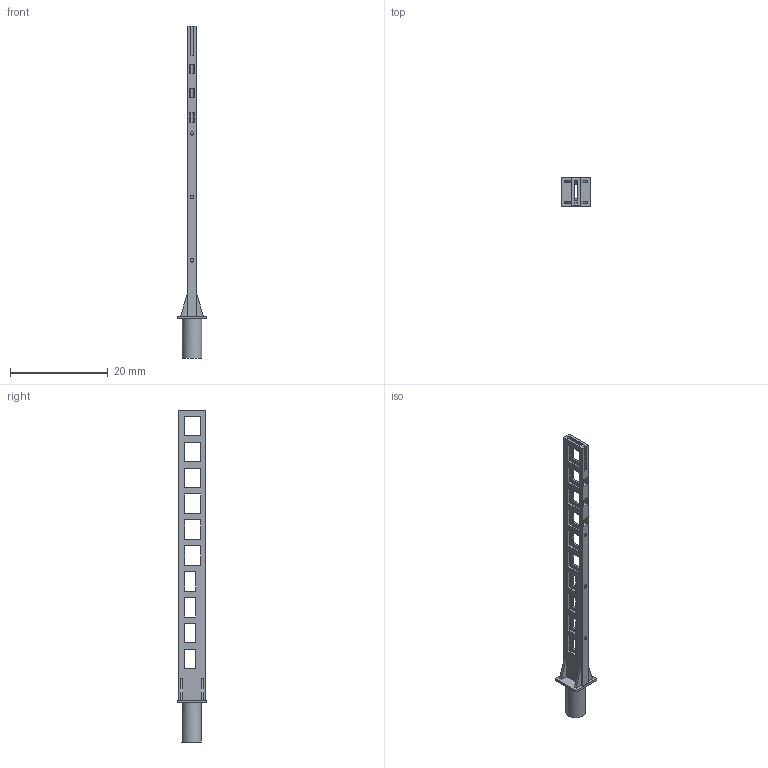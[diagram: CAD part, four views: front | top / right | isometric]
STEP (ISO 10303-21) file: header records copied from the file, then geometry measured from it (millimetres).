
FILE_DESCRIPTION(('FreeCAD Model'),'2;1');
FILE_NAME('Open CASCADE Shape Model','2024-05-25T00:32:15',('FreeCAD'),( 'FreeCAD'),'Open CASCADE STEP processor 7.6','FreeCAD','Unknown');
FILE_SCHEMA(('AUTOMOTIVE_DESIGN { 1 0 10303 214 1 1 1 1 }'));
Length unit declared in the file: millimetre
Products named in the file (1): Open CASCADE STEP translator 7.6 1
Bounding box: 6 x 6 x 68 mm (x, y, z)
Volume: 387.6 mm3; surface area: 1367 mm2
Topology: 1 solids, 1 shells, 189 faces, 543 edges, 343 vertices
Faces by surface type: plane 183, cylinder 6
Full cylindrical faces by diameter (mm): 0.75 x3, 4 x1
Entity records: 13206 total; most frequent: CARTESIAN_POINT 2218, DIRECTION 2026, LINE 1575, VECTOR 1575, ORIENTED_EDGE 1086, PCURVE 1086, DEFINITIONAL_REPRESENTATION 1086, EDGE_CURVE 543
